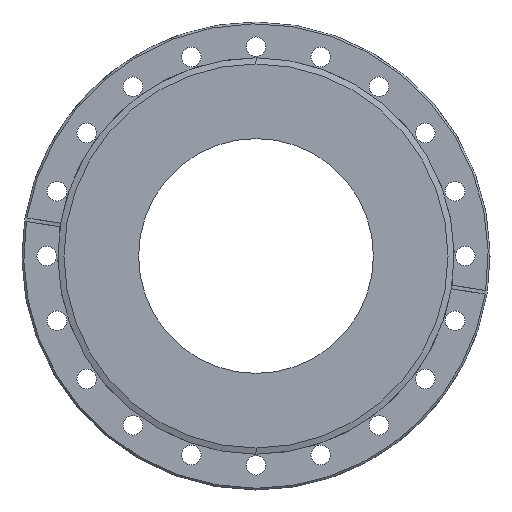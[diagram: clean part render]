
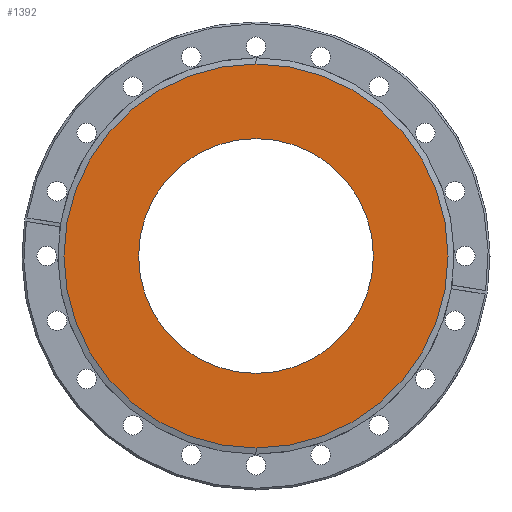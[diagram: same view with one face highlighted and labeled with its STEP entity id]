
A CAD part, left-side view. The second image highlights one B-rep face of the part: STEP entity #1392.
In plain terms, the highlighted planar face has unit normal (-1, 0, 0).
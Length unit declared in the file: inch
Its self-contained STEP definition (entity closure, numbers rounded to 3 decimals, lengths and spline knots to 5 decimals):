
#105 = VERTEX_POINT ( 'NONE', #1612 ) ;
#127 = EDGE_CURVE ( 'NONE', #105, #183, #1686, .T. ) ;
#183 = VERTEX_POINT ( 'NONE', #1795 ) ;
#618 = VERTEX_POINT ( 'NONE', #2675 ) ;
#656 = EDGE_CURVE ( 'NONE', #693, #618, #2792, .T. ) ;
#693 = VERTEX_POINT ( 'NONE', #2857 ) ;
#1336 = EDGE_LOOP ( 'NONE', ( #1347, #1339 ) ) ;
#1339 = ORIENTED_EDGE ( 'NONE', *, *, #1393, .F. ) ;
#1341 = EDGE_CURVE ( 'NONE', #618, #693, #3816, .T. ) ;
#1347 = ORIENTED_EDGE ( 'NONE', *, *, #127, .F. ) ;
#1356 = ORIENTED_EDGE ( 'NONE', *, *, #656, .T. ) ;
#1392 = ADVANCED_FACE ( 'NONE', ( #3854, #3899 ), #3898, .T. ) ;
#1393 = EDGE_CURVE ( 'NONE', #183, #105, #3886, .T. ) ;
#1404 = EDGE_LOOP ( 'NONE', ( #1406, #1356 ) ) ;
#1406 = ORIENTED_EDGE ( 'NONE', *, *, #1341, .T. ) ;
#1612 = CARTESIAN_POINT ( 'NONE',  ( 0.051, 0., -2. ) ) ;
#1679 = DIRECTION ( 'NONE',  ( 0., 0., 1. ) ) ;
#1680 = DIRECTION ( 'NONE',  ( -1., 0., 0. ) ) ;
#1681 = CARTESIAN_POINT ( 'NONE',  ( 0.051, 0., 0. ) ) ;
#1682 = AXIS2_PLACEMENT_3D ( 'NONE', #1681, #1680, #1679 ) ;
#1686 = CIRCLE ( 'NONE', #1682, 2. ) ;
#1795 = CARTESIAN_POINT ( 'NONE',  ( 0.051, 0., 2. ) ) ;
#2675 = CARTESIAN_POINT ( 'NONE',  ( 0.051, 0., 3.27 ) ) ;
#2749 = CARTESIAN_POINT ( 'NONE',  ( 0.051, 0., 0. ) ) ;
#2782 = DIRECTION ( 'NONE',  ( 0., 0., 1. ) ) ;
#2783 = DIRECTION ( 'NONE',  ( -1., 0., 0. ) ) ;
#2790 = AXIS2_PLACEMENT_3D ( 'NONE', #2749, #2783, #2782 ) ;
#2792 = CIRCLE ( 'NONE', #2790, 3.27 ) ;
#2857 = CARTESIAN_POINT ( 'NONE',  ( 0.051, 0., -3.27 ) ) ;
#3804 = DIRECTION ( 'NONE',  ( 0., 0., 1. ) ) ;
#3813 = DIRECTION ( 'NONE',  ( -1., 0., 0. ) ) ;
#3814 = CARTESIAN_POINT ( 'NONE',  ( 0.051, 0., 0. ) ) ;
#3815 = AXIS2_PLACEMENT_3D ( 'NONE', #3814, #3813, #3804 ) ;
#3816 = CIRCLE ( 'NONE', #3815, 3.27 ) ;
#3850 = DIRECTION ( 'NONE',  ( -1., 0., 0. ) ) ;
#3854 = FACE_BOUND ( 'NONE', #1336, .T. ) ;
#3879 = DIRECTION ( 'NONE',  ( 0., 0., 1. ) ) ;
#3880 = DIRECTION ( 'NONE',  ( -1., 0., 0. ) ) ;
#3881 = CARTESIAN_POINT ( 'NONE',  ( 0.051, 0., 0. ) ) ;
#3882 = AXIS2_PLACEMENT_3D ( 'NONE', #3881, #3880, #3879 ) ;
#3886 = CIRCLE ( 'NONE', #3882, 2. ) ;
#3887 = DIRECTION ( 'NONE',  ( 0., 0., 1. ) ) ;
#3895 = CARTESIAN_POINT ( 'NONE',  ( 0.051, 3.27, 0. ) ) ;
#3898 = PLANE ( 'NONE',  #3900 ) ;
#3899 = FACE_OUTER_BOUND ( 'NONE', #1404, .T. ) ;
#3900 = AXIS2_PLACEMENT_3D ( 'NONE', #3895, #3850, #3887 ) ;
